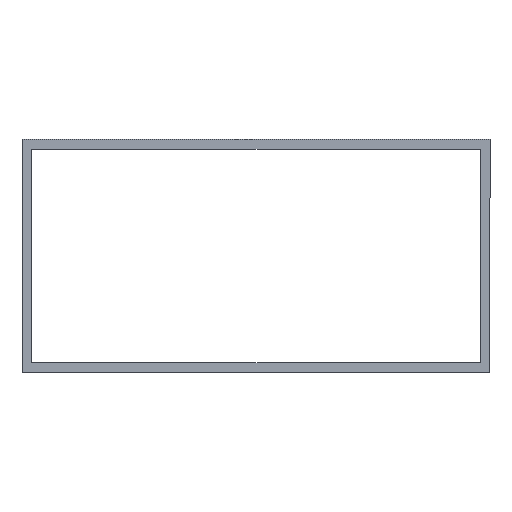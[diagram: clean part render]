
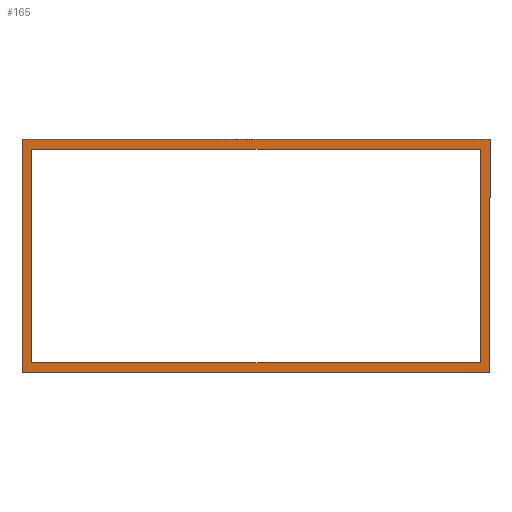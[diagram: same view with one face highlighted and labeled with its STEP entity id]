
A CAD part, top view. The second image highlights one B-rep face of the part: STEP entity #165.
In plain terms, the highlighted planar face has unit normal (0, 0, 1).
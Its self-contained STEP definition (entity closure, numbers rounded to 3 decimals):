
#6 = CARTESIAN_POINT ( 'NONE',  ( -45.9, -21.9, 1. ) ) ;
#9 = CARTESIAN_POINT ( 'NONE',  ( 47.9, -23.9, 1. ) ) ;
#19 = EDGE_CURVE ( 'NONE', #333, #277, #120, .T. ) ;
#20 = VERTEX_POINT ( 'NONE', #87 ) ;
#24 = DIRECTION ( 'NONE',  ( 0., -1., 0. ) ) ;
#33 = ORIENTED_EDGE ( 'NONE', *, *, #220, .T. ) ;
#37 = EDGE_CURVE ( 'NONE', #277, #135, #211, .T. ) ;
#41 = CARTESIAN_POINT ( 'NONE',  ( 47.9, -23.9, 1. ) ) ;
#55 = EDGE_CURVE ( 'NONE', #102, #20, #257, .T. ) ;
#60 = CARTESIAN_POINT ( 'NONE',  ( -47.9, -23.9, 1. ) ) ;
#62 = CARTESIAN_POINT ( 'NONE',  ( 47.9, 23.9, 1. ) ) ;
#63 = DIRECTION ( 'NONE',  ( 0., 1., 0. ) ) ;
#65 = FACE_OUTER_BOUND ( 'NONE', #269, .T. ) ;
#80 = CARTESIAN_POINT ( 'NONE',  ( 45.9, -21.9, 1. ) ) ;
#81 = VERTEX_POINT ( 'NONE', #150 ) ;
#82 = CARTESIAN_POINT ( 'NONE',  ( -45.9, 21.9, 1. ) ) ;
#87 = CARTESIAN_POINT ( 'NONE',  ( 45.9, 21.9, 1. ) ) ;
#93 = ORIENTED_EDGE ( 'NONE', *, *, #37, .T. ) ;
#101 = DIRECTION ( 'NONE',  ( -1., 0., 0. ) ) ;
#102 = VERTEX_POINT ( 'NONE', #236 ) ;
#103 = CARTESIAN_POINT ( 'NONE',  ( -45.9, 21.9, 1. ) ) ;
#105 = CARTESIAN_POINT ( 'NONE',  ( -47.9, -23.9, 1. ) ) ;
#114 = EDGE_LOOP ( 'NONE', ( #339, #260, #237, #272 ) ) ;
#117 = VECTOR ( 'NONE', #252, 1000. ) ;
#119 = CARTESIAN_POINT ( 'NONE',  ( -47.9, 23.9, 1. ) ) ;
#120 = LINE ( 'NONE', #119, #340 ) ;
#122 = DIRECTION ( 'NONE',  ( -1., 0., 0. ) ) ;
#125 = CARTESIAN_POINT ( 'NONE',  ( 0., 0., 1. ) ) ;
#135 = VERTEX_POINT ( 'NONE', #41 ) ;
#143 = VECTOR ( 'NONE', #218, 1000. ) ;
#147 = CARTESIAN_POINT ( 'NONE',  ( 45.9, 21.9, 1. ) ) ;
#150 = CARTESIAN_POINT ( 'NONE',  ( 47.9, 23.9, 1. ) ) ;
#157 = EDGE_CURVE ( 'NONE', #303, #175, #261, .T. ) ;
#159 = EDGE_CURVE ( 'NONE', #81, #333, #161, .T. ) ;
#161 = LINE ( 'NONE', #62, #190 ) ;
#165 = ADVANCED_FACE ( 'NONE', ( #65, #185 ), #355, .T. ) ;
#167 = ORIENTED_EDGE ( 'NONE', *, *, #159, .T. ) ;
#169 = CARTESIAN_POINT ( 'NONE',  ( -47.9, 23.9, 1. ) ) ;
#175 = VERTEX_POINT ( 'NONE', #243 ) ;
#178 = VECTOR ( 'NONE', #63, 1000. ) ;
#185 = FACE_BOUND ( 'NONE', #114, .T. ) ;
#190 = VECTOR ( 'NONE', #122, 1000. ) ;
#195 = LINE ( 'NONE', #82, #319 ) ;
#211 = LINE ( 'NONE', #60, #270 ) ;
#218 = DIRECTION ( 'NONE',  ( 0., -1., 0. ) ) ;
#220 = EDGE_CURVE ( 'NONE', #135, #81, #320, .T. ) ;
#225 = ORIENTED_EDGE ( 'NONE', *, *, #19, .T. ) ;
#236 = CARTESIAN_POINT ( 'NONE',  ( 45.9, -21.9, 1. ) ) ;
#237 = ORIENTED_EDGE ( 'NONE', *, *, #282, .F. ) ;
#243 = CARTESIAN_POINT ( 'NONE',  ( -45.9, -21.9, 1. ) ) ;
#252 = DIRECTION ( 'NONE',  ( 1., 0., 0. ) ) ;
#257 = LINE ( 'NONE', #147, #317 ) ;
#260 = ORIENTED_EDGE ( 'NONE', *, *, #157, .F. ) ;
#261 = LINE ( 'NONE', #6, #143 ) ;
#263 = DIRECTION ( 'NONE',  ( 0., 0., 1. ) ) ;
#269 = EDGE_LOOP ( 'NONE', ( #33, #167, #225, #93 ) ) ;
#270 = VECTOR ( 'NONE', #310, 1000. ) ;
#272 = ORIENTED_EDGE ( 'NONE', *, *, #55, .F. ) ;
#277 = VERTEX_POINT ( 'NONE', #105 ) ;
#282 = EDGE_CURVE ( 'NONE', #20, #303, #195, .T. ) ;
#288 = AXIS2_PLACEMENT_3D ( 'NONE', #125, #263, #324 ) ;
#301 = LINE ( 'NONE', #80, #117 ) ;
#303 = VERTEX_POINT ( 'NONE', #103 ) ;
#310 = DIRECTION ( 'NONE',  ( 1., 0., 0. ) ) ;
#312 = DIRECTION ( 'NONE',  ( 0., 1., 0. ) ) ;
#317 = VECTOR ( 'NONE', #312, 1000. ) ;
#319 = VECTOR ( 'NONE', #101, 1000. ) ;
#320 = LINE ( 'NONE', #9, #178 ) ;
#324 = DIRECTION ( 'NONE',  ( 1., 0., 0. ) ) ;
#333 = VERTEX_POINT ( 'NONE', #169 ) ;
#339 = ORIENTED_EDGE ( 'NONE', *, *, #347, .F. ) ;
#340 = VECTOR ( 'NONE', #24, 1000. ) ;
#347 = EDGE_CURVE ( 'NONE', #175, #102, #301, .T. ) ;
#355 = PLANE ( 'NONE',  #288 ) ;
